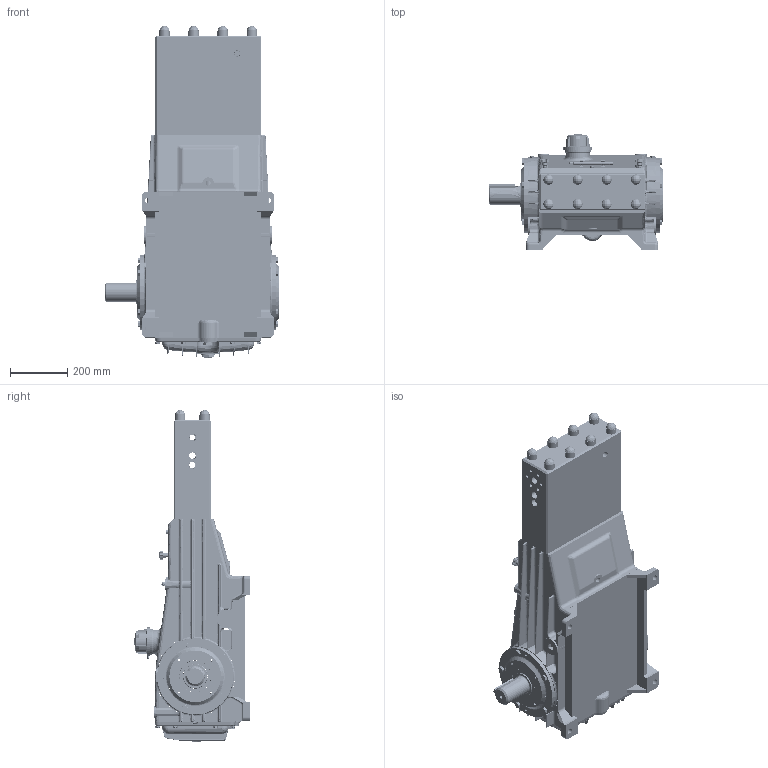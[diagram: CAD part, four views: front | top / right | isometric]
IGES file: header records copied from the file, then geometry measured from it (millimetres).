
Start section: SolidWorks IGES file using analytic representation for surfaces
Global section: file name: PP13200.IGS; native system: SolidWorks 2016; preprocessor: SolidWorks 2016; author: DMM; date: 160428.131746; units: inch
Bounding box: 607.52 x 402.45 x 1158.07 mm (x, y, z)
Surface area: 2512449.8 mm2 (no closed solid volume)
Topology: 0 solids, 0 shells, 1980 faces, 33329 edges, 33283 vertices
Faces by surface type: revolution 1012, bspline 968
